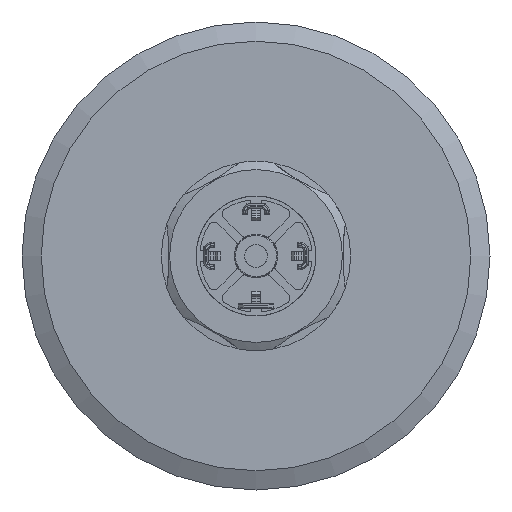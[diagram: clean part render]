
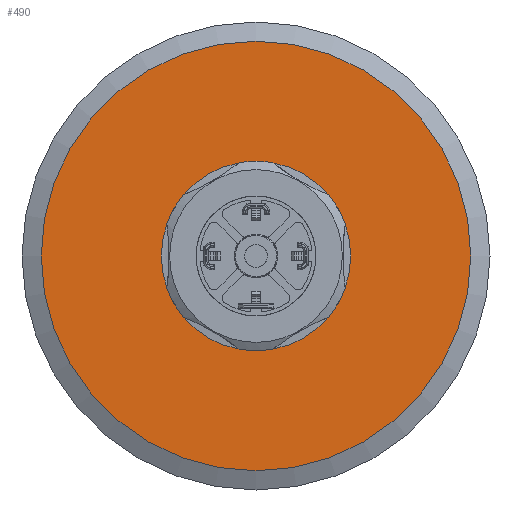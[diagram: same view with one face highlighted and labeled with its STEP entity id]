
A CAD part, front view. The second image highlights one B-rep face of the part: STEP entity #490.
In plain terms, the highlighted planar face has unit normal (0, -1, 0).
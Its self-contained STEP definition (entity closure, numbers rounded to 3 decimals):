
#490 = ADVANCED_FACE( '', ( #1166, #1167 ), #1168, .F. );
#1166 = FACE_BOUND( '', #2313, .T. );
#1167 = FACE_OUTER_BOUND( '', #2314, .T. );
#1168 = PLANE( '', #2315 );
#2313 = EDGE_LOOP( '', ( #3881 ) );
#2314 = EDGE_LOOP( '', ( #3882 ) );
#2315 = AXIS2_PLACEMENT_3D( '', #3883, #3884, #3885 );
#3881 = ORIENTED_EDGE( '', *, *, #6233, .F. );
#3882 = ORIENTED_EDGE( '', *, *, #6234, .T. );
#3883 = CARTESIAN_POINT( '', ( 38.55, -0.809, 0. ) );
#3884 = DIRECTION( '', ( 0., 1., 0. ) );
#3885 = DIRECTION( '', ( 1., 0., 0. ) );
#6233 = EDGE_CURVE( '', #7675, #7675, #7676, .T. );
#6234 = EDGE_CURVE( '', #7677, #7677, #7678, .T. );
#7675 = VERTEX_POINT( '', #10625 );
#7676 = CIRCLE( '', #10626, 17. );
#7677 = VERTEX_POINT( '', #10627 );
#7678 = CIRCLE( '', #10628, 38.55 );
#10625 = CARTESIAN_POINT( '', ( -17., -0.809, 0. ) );
#10626 = AXIS2_PLACEMENT_3D( '', #12687, #12688, #12689 );
#10627 = CARTESIAN_POINT( '', ( -38.55, -0.809, 0. ) );
#10628 = AXIS2_PLACEMENT_3D( '', #12690, #12691, #12692 );
#12687 = CARTESIAN_POINT( '', ( 0., -0.809, 0. ) );
#12688 = DIRECTION( '', ( 0., -1., 0. ) );
#12689 = DIRECTION( '', ( -1., 0., 0. ) );
#12690 = CARTESIAN_POINT( '', ( 0., -0.809, 0. ) );
#12691 = DIRECTION( '', ( 0., -1., 0. ) );
#12692 = DIRECTION( '', ( -1., 0., 0. ) );
